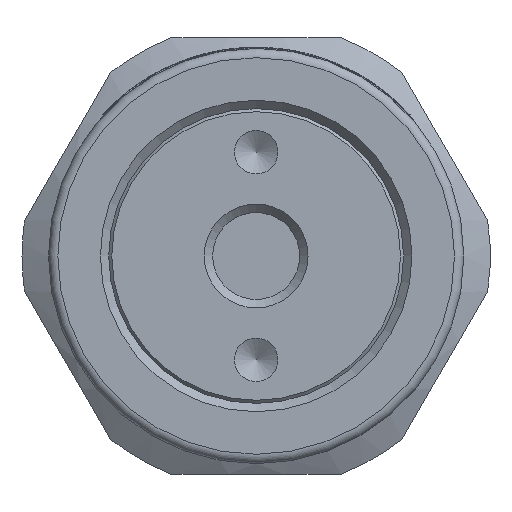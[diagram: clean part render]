
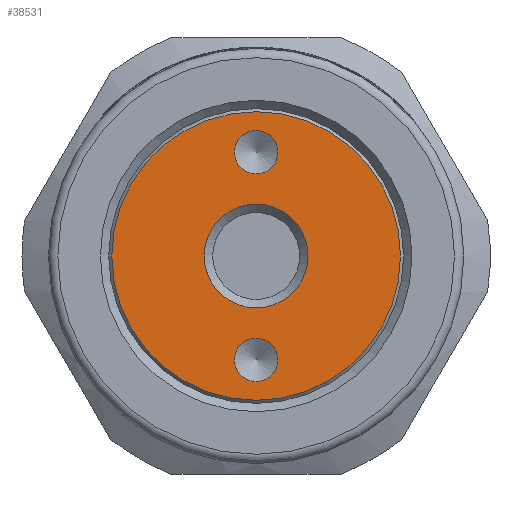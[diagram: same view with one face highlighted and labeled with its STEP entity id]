
A CAD part, left-side view. The second image highlights one B-rep face of the part: STEP entity #38531.
In plain terms, the highlighted planar face has unit normal (-1, 0, 0).
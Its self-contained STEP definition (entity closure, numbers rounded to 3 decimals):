
#38369=CARTESIAN_POINT('',(-108.5,0.,13.9));
#38370=VERTEX_POINT('',#38369);
#38371=CARTESIAN_POINT('',(-108.5,0.,0.));
#38372=DIRECTION('',(1.0,0.0,0.0));
#38373=DIRECTION('',(0.0,0.0,-1.0));
#38374=AXIS2_PLACEMENT_3D('',#38371,#38372,#38373);
#38375=CIRCLE('',#38374,13.9);
#38376=EDGE_CURVE('',#38370,#38370,#38375,.T.);
#38397=CARTESIAN_POINT('',(-108.5,0.,5.));
#38398=VERTEX_POINT('',#38397);
#38399=CARTESIAN_POINT('',(-108.5,0.,0.));
#38400=DIRECTION('',(1.0,0.0,0.0));
#38401=DIRECTION('',(0.0,0.0,1.0));
#38402=AXIS2_PLACEMENT_3D('',#38399,#38400,#38401);
#38403=CIRCLE('',#38402,5.);
#38404=EDGE_CURVE('',#38398,#38398,#38403,.T.);
#38462=CARTESIAN_POINT('',(-108.5,2.1,10.));
#38463=VERTEX_POINT('',#38462);
#38464=CARTESIAN_POINT('',(-108.5,0.,10.));
#38465=DIRECTION('',(1.0,0.0,0.0));
#38466=DIRECTION('',(0.0,1.0,0.0));
#38467=AXIS2_PLACEMENT_3D('',#38464,#38465,#38466);
#38468=CIRCLE('',#38467,2.1);
#38469=EDGE_CURVE('',#38463,#38463,#38468,.T.);
#38499=CARTESIAN_POINT('',(-108.5,-2.1,-10.));
#38500=VERTEX_POINT('',#38499);
#38501=CARTESIAN_POINT('',(-108.5,0.,-10.));
#38502=DIRECTION('',(1.0,0.0,0.0));
#38503=DIRECTION('',(0.0,-1.0,0.0));
#38504=AXIS2_PLACEMENT_3D('',#38501,#38502,#38503);
#38505=CIRCLE('',#38504,2.1);
#38506=EDGE_CURVE('',#38500,#38500,#38505,.T.);
#38514=CARTESIAN_POINT('',(-108.5,0.,7.5));
#38515=DIRECTION('',(-1.0,0.0,0.0));
#38516=DIRECTION('',(0.0,-1.0,0.0));
#38517=AXIS2_PLACEMENT_3D('',#38514,#38515,#38516);
#38518=PLANE('',#38517);
#38519=ORIENTED_EDGE('',*,*,#38376,.F.);
#38520=EDGE_LOOP('',(#38519));
#38521=FACE_OUTER_BOUND('',#38520,.T.);
#38522=ORIENTED_EDGE('',*,*,#38404,.T.);
#38523=EDGE_LOOP('',(#38522));
#38524=FACE_BOUND('',#38523,.T.);
#38525=ORIENTED_EDGE('',*,*,#38469,.T.);
#38526=EDGE_LOOP('',(#38525));
#38527=FACE_BOUND('',#38526,.T.);
#38528=ORIENTED_EDGE('',*,*,#38506,.T.);
#38529=EDGE_LOOP('',(#38528));
#38530=FACE_BOUND('',#38529,.T.);
#38531=ADVANCED_FACE('',(#38521,#38524,#38527,#38530),#38518,.T.);
